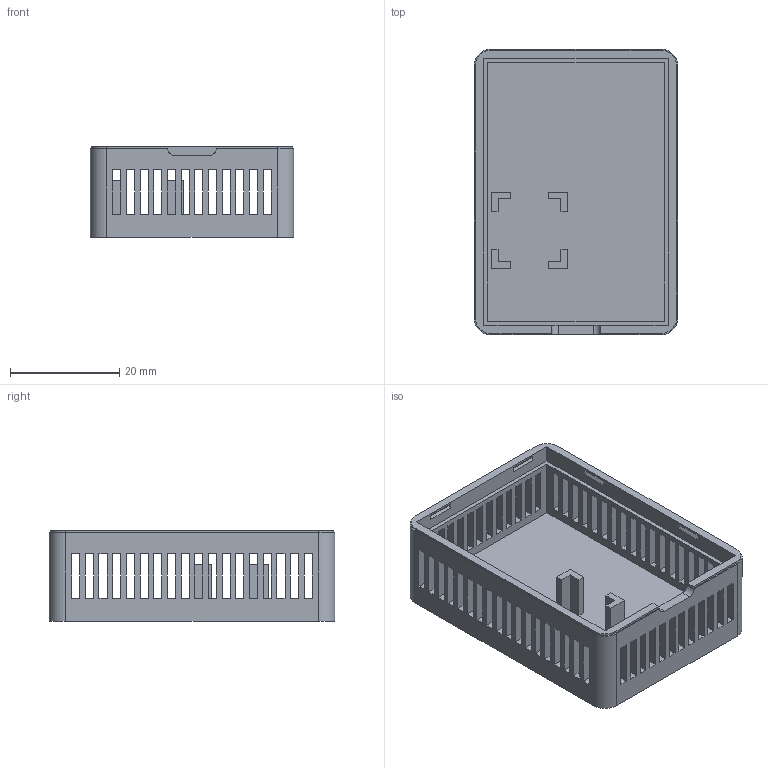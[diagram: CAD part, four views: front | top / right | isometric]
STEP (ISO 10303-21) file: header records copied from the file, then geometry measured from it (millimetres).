
FILE_DESCRIPTION(/* description */ (''),/* implementation_level */ '2;1');
FILE_NAME(/* name */ 'S1_Pro_Front.step',/* time_stamp */ '2025-08-05T18:27:13+02:00',/* author */ (''),/* organization */ (''),/* preprocessor_version */ 'ST-DEVELOPER v20.1',/* originating_system */ 'Autodesk Translation Framework v14.10.0.0',/* authorisation */ '');
FILE_SCHEMA (('AUTOMOTIVE_DESIGN { 1 0 10303 214 3 1 1 }'));
Length unit declared in the file: millimetre
Products named in the file (2): Untitled; mount
Assembly tree (1 placements, depth 2):
  Untitled
    mount
Bounding box: 37.17 x 52.17 x 16.53 mm (x, y, z)
Volume: 8599.7 mm3; surface area: 10841 mm2
Topology: 1 solids, 1 shells, 335 faces, 960 edges, 640 vertices
Faces by surface type: plane 325, cylinder 10
Entity records: 11025 total; most frequent: CARTESIAN_POINT 1938, ORIENTED_EDGE 1920, DIRECTION 1658, EDGE_CURVE 960, LINE 938, VECTOR 938, VERTEX_POINT 640, EDGE_LOOP 468
